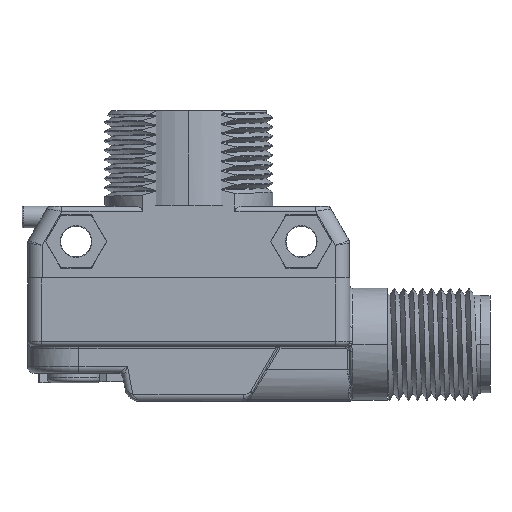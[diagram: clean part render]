
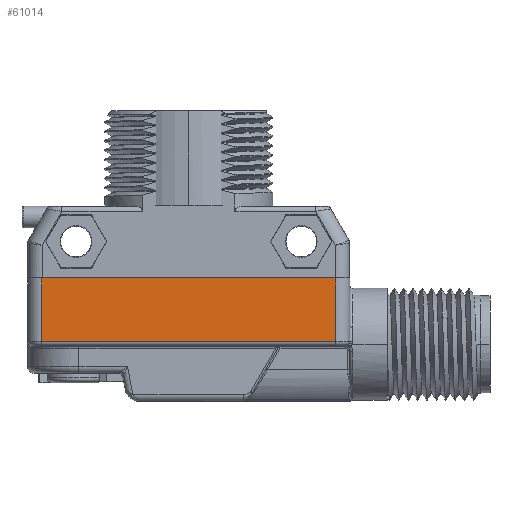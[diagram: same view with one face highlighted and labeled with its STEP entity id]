
A CAD part, left-side view. The second image highlights one B-rep face of the part: STEP entity #61014.
In plain terms, the highlighted planar face has unit normal (-1, 0, 0).
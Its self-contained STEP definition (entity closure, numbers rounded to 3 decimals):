
#54455=DIRECTION('',(0.,1.,0.));
#54456=VECTOR('',#54455,31.5);
#54457=CARTESIAN_POINT('',(-7.5,1.5,0.));
#54458=LINE('',#54457,#54456);
#54495=DIRECTION('',(0.,0.,1.));
#54496=VECTOR('',#54495,6.8);
#54497=CARTESIAN_POINT('',(-7.5,33.,-6.8));
#54498=LINE('',#54497,#54496);
#54508=DIRECTION('',(0.,0.,-1.));
#54509=VECTOR('',#54508,6.8);
#54510=CARTESIAN_POINT('',(-7.5,1.5,0.));
#54511=LINE('',#54510,#54509);
#58843=DIRECTION('',(0.,-1.,0.));
#58844=VECTOR('',#58843,31.5);
#58845=CARTESIAN_POINT('',(-7.5,33.,-6.8));
#58846=LINE('',#58845,#58844);
#58889=CARTESIAN_POINT('',(-7.5,33.,0.));
#58891=VERTEX_POINT('',#58889);
#58896=CARTESIAN_POINT('',(-7.5,1.5,0.));
#58897=VERTEX_POINT('',#58896);
#58976=CARTESIAN_POINT('',(-7.5,33.,-6.8));
#58977=VERTEX_POINT('',#58976);
#58980=CARTESIAN_POINT('',(-7.5,1.5,-6.8));
#58981=VERTEX_POINT('',#58980);
#61001=CARTESIAN_POINT('',(-7.5,0.,-13.2));
#61002=DIRECTION('',(-1.,0.,0.));
#61003=DIRECTION('',(0.,0.,1.));
#61004=AXIS2_PLACEMENT_3D('',#61001,#61002,#61003);
#61005=PLANE('',#61004);
#61006=ORIENTED_EDGE('',*,*,#60992,.T.);
#61007=ORIENTED_EDGE('',*,*,#60964,.F.);
#61009=ORIENTED_EDGE('',*,*,#61008,.T.);
#61011=ORIENTED_EDGE('',*,*,#61010,.F.);
#61012=EDGE_LOOP('',(#61006,#61007,#61009,#61011));
#61013=FACE_OUTER_BOUND('',#61012,.F.);
#61014=ADVANCED_FACE('',(#61013),#61005,.T.);
#60964=EDGE_CURVE('',#58897,#58891,#54458,.T.);
#60992=EDGE_CURVE('',#58977,#58891,#54498,.T.);
#61008=EDGE_CURVE('',#58897,#58981,#54511,.T.);
#61010=EDGE_CURVE('',#58977,#58981,#58846,.T.);
